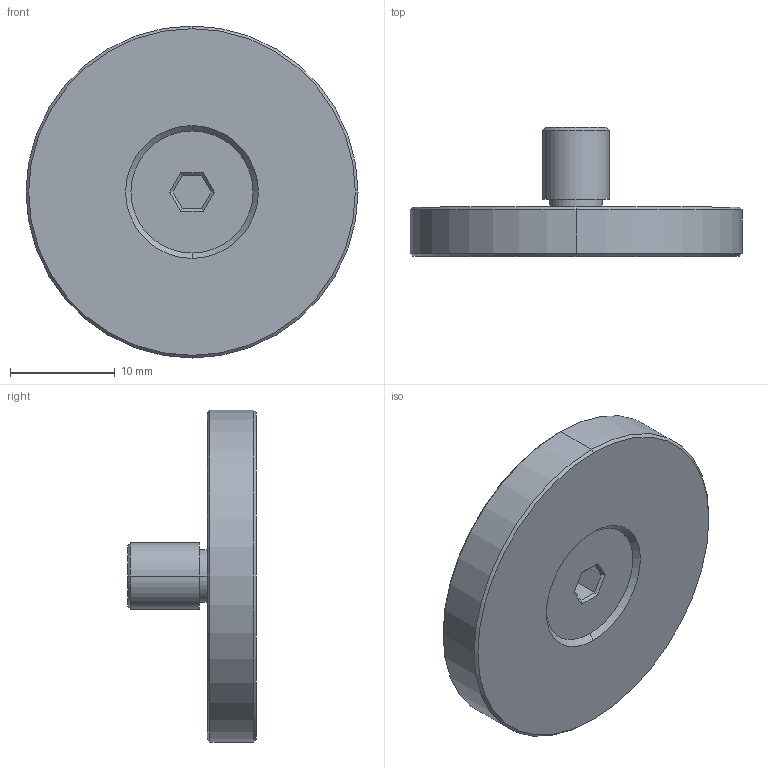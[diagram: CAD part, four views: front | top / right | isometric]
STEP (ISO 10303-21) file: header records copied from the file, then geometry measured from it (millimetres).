
FILE_DESCRIPTION (( 'STEP AP214' ), '1' );
FILE_NAME ('6789-E0W.step', '2007-11-09T05:47:15', ( ' ' ), ( ' ' ), 'SwSTEP 2.0', 'SolidWorks 2007', '' );
FILE_SCHEMA (( 'AUTOMOTIVE_DESIGN' ));
Length unit declared in the file: inch
Products named in the file (1): 6789-E0W
Bounding box: 31.75 x 12.32 x 31.75 mm (x, y, z)
Volume: 3858.1 mm3; surface area: 2233.5 mm2
Topology: 1 solids, 1 shells, 32 faces, 66 edges, 40 vertices
Faces by surface type: plane 18, cone 8, cylinder 6
Entity records: 1279 total; most frequent: DIRECTION 154, CARTESIAN_POINT 139, ORIENTED_EDGE 132, EDGE_CURVE 66, AXIS2_PLACEMENT_3D 55, VECTOR 44, LINE 44, VERTEX_POINT 40
